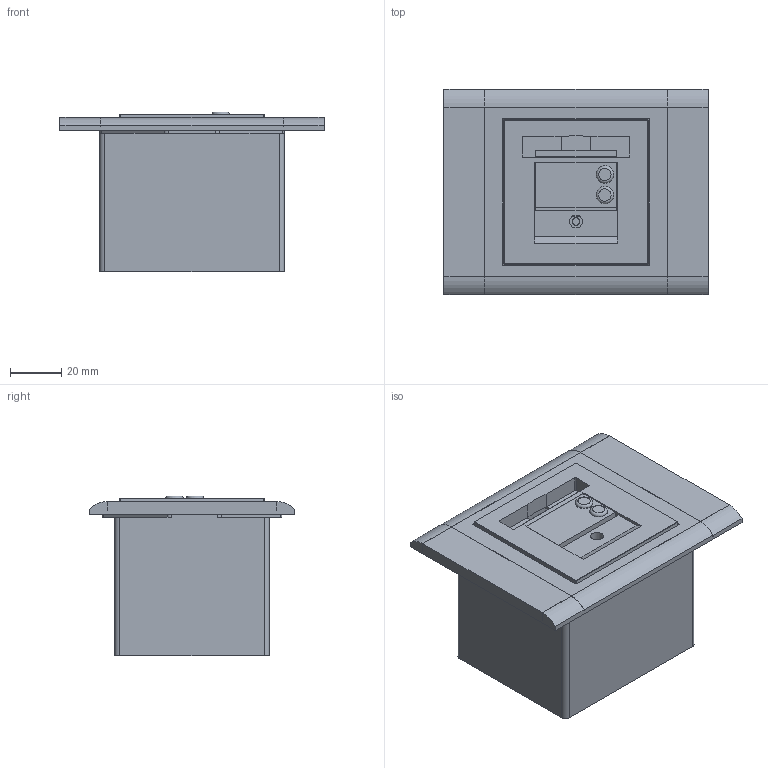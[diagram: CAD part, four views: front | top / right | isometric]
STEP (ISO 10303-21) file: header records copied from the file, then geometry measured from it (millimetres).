
FILE_DESCRIPTION(/* description */ ('Überspannungsschutz'),/* implementation_level */ '2;1');
FILE_NAME(/* name */ 'ZEI_CAD_320721-0-REV00_#SALL_#AIN_#V1.step',/* time_stamp */ '2022-09-15T22:29:51+02:00',/* author */ ('MiniTec'),/* organization */ ('MiniTec GmbH & Co.KG'),/* preprocessor_version */ 'ST-DEVELOPER v18.1',/* originating_system */ 'Autodesk Inventor 2021',/* authorisation */ '');
FILE_SCHEMA (('CONFIG_CONTROL_DESIGN'));
Length unit declared in the file: millimetre
Products named in the file (4): leer; leer_1; leer_2; leer_3
Assembly tree (3 placements, depth 2):
  leer
    leer_1
    leer_2
    leer_3
Bounding box: 103 x 80 x 62.3 mm (x, y, z)
Volume: 124234.3 mm3; surface area: 62852.9 mm2
Topology: 3 solids, 3 shells, 173 faces, 502 edges, 320 vertices
Faces by surface type: plane 106, cylinder 59, sphere 4, torus 2, cone 2
Full cylindrical faces by diameter (mm): 2.459 x2, 3 x1, 5 x1, 6.8 x2
Entity records: 5911 total; most frequent: DIRECTION 1004, ORIENTED_EDGE 1000, CARTESIAN_POINT 1000, EDGE_CURVE 500, LINE 356, VECTOR 356, AXIS2_PLACEMENT_3D 324, VERTEX_POINT 320
